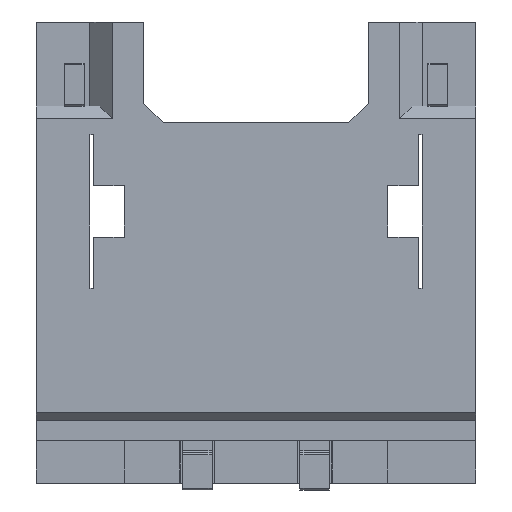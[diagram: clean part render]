
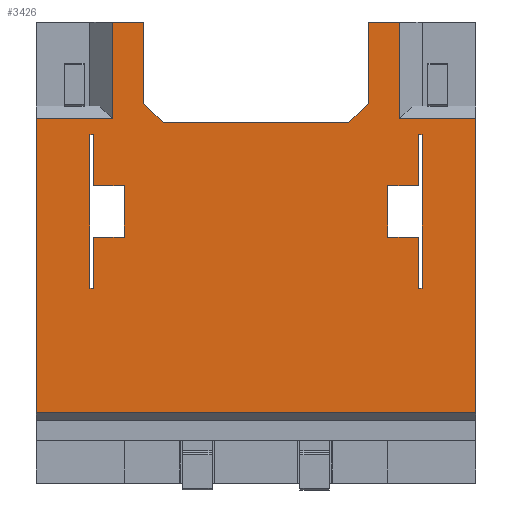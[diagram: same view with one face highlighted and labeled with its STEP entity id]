
A CAD part, front view. The second image highlights one B-rep face of the part: STEP entity #3426.
In plain terms, the highlighted planar face has unit normal (0, -1, 0).
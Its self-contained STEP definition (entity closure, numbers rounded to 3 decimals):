
#14=FACE_BOUND('',#311,.T.);
#15=FACE_BOUND('',#312,.T.);
#149=FACE_OUTER_BOUND('',#310,.T.);
#310=EDGE_LOOP('',(#2896,#2897,#2898,#2899,#2900,#2901,#2902,#2903,#2904,
#2905,#2906,#2907,#2908,#2909));
#311=EDGE_LOOP('',(#2910,#2911,#2912,#2913,#2914,#2915,#2916,#2917));
#312=EDGE_LOOP('',(#2918,#2919,#2920,#2921,#2922,#2923,#2924,#2925));
#691=LINE('',#5147,#1172);
#712=LINE('',#5185,#1193);
#723=LINE('',#5208,#1204);
#735=LINE('',#5231,#1216);
#745=LINE('',#5249,#1226);
#759=LINE('',#5277,#1240);
#773=LINE('',#5303,#1254);
#774=LINE('',#5305,#1255);
#775=LINE('',#5307,#1256);
#776=LINE('',#5309,#1257);
#777=LINE('',#5311,#1258);
#778=LINE('',#5313,#1259);
#779=LINE('',#5315,#1260);
#780=LINE('',#5317,#1261);
#781=LINE('',#5319,#1262);
#782=LINE('',#5321,#1263);
#783=LINE('',#5323,#1264);
#784=LINE('',#5324,#1265);
#785=LINE('',#5327,#1266);
#786=LINE('',#5328,#1267);
#787=LINE('',#5330,#1268);
#788=LINE('',#5332,#1269);
#789=LINE('',#5334,#1270);
#790=LINE('',#5336,#1271);
#791=LINE('',#5337,#1272);
#792=LINE('',#5339,#1273);
#793=LINE('',#5341,#1274);
#794=LINE('',#5343,#1275);
#795=LINE('',#5345,#1276);
#796=LINE('',#5346,#1277);
#1172=VECTOR('',#4198,10.);
#1193=VECTOR('',#4227,10.);
#1204=VECTOR('',#4248,10.);
#1216=VECTOR('',#4266,10.);
#1226=VECTOR('',#4282,10.);
#1240=VECTOR('',#4310,10.);
#1254=VECTOR('',#4336,10.);
#1255=VECTOR('',#4339,10.);
#1256=VECTOR('',#4340,10.);
#1257=VECTOR('',#4341,10.);
#1258=VECTOR('',#4342,10.);
#1259=VECTOR('',#4343,10.);
#1260=VECTOR('',#4344,10.);
#1261=VECTOR('',#4345,10.);
#1262=VECTOR('',#4346,10.);
#1263=VECTOR('',#4347,10.);
#1264=VECTOR('',#4348,10.);
#1265=VECTOR('',#4349,10.);
#1266=VECTOR('',#4350,10.);
#1267=VECTOR('',#4351,10.);
#1268=VECTOR('',#4352,10.);
#1269=VECTOR('',#4353,10.);
#1270=VECTOR('',#4354,10.);
#1271=VECTOR('',#4355,10.);
#1272=VECTOR('',#4356,10.);
#1273=VECTOR('',#4357,10.);
#1274=VECTOR('',#4358,10.);
#1275=VECTOR('',#4359,10.);
#1276=VECTOR('',#4360,10.);
#1277=VECTOR('',#4361,10.);
#1550=VERTEX_POINT('',#5144);
#1551=VERTEX_POINT('',#5146);
#1564=VERTEX_POINT('',#5183);
#1571=VERTEX_POINT('',#5207);
#1578=VERTEX_POINT('',#5228);
#1579=VERTEX_POINT('',#5230);
#1583=VERTEX_POINT('',#5246);
#1584=VERTEX_POINT('',#5248);
#1590=VERTEX_POINT('',#5274);
#1591=VERTEX_POINT('',#5276);
#1597=VERTEX_POINT('',#5301);
#1598=VERTEX_POINT('',#5306);
#1599=VERTEX_POINT('',#5308);
#1600=VERTEX_POINT('',#5310);
#1601=VERTEX_POINT('',#5312);
#1602=VERTEX_POINT('',#5314);
#1603=VERTEX_POINT('',#5316);
#1604=VERTEX_POINT('',#5318);
#1605=VERTEX_POINT('',#5320);
#1606=VERTEX_POINT('',#5322);
#1607=VERTEX_POINT('',#5325);
#1608=VERTEX_POINT('',#5326);
#1609=VERTEX_POINT('',#5329);
#1610=VERTEX_POINT('',#5331);
#1611=VERTEX_POINT('',#5333);
#1612=VERTEX_POINT('',#5335);
#1613=VERTEX_POINT('',#5338);
#1614=VERTEX_POINT('',#5340);
#1615=VERTEX_POINT('',#5342);
#1616=VERTEX_POINT('',#5344);
#1969=EDGE_CURVE('',#1550,#1551,#691,.T.);
#1990=EDGE_CURVE('',#1564,#1550,#712,.T.);
#2001=EDGE_CURVE('',#1551,#1571,#723,.T.);
#2013=EDGE_CURVE('',#1578,#1579,#735,.T.);
#2023=EDGE_CURVE('',#1583,#1584,#745,.T.);
#2037=EDGE_CURVE('',#1590,#1591,#759,.T.);
#2051=EDGE_CURVE('',#1597,#1583,#773,.T.);
#2052=EDGE_CURVE('',#1591,#1597,#774,.T.);
#2053=EDGE_CURVE('',#1598,#1590,#775,.T.);
#2054=EDGE_CURVE('',#1599,#1598,#776,.T.);
#2055=EDGE_CURVE('',#1600,#1599,#777,.T.);
#2056=EDGE_CURVE('',#1601,#1600,#778,.T.);
#2057=EDGE_CURVE('',#1602,#1601,#779,.T.);
#2058=EDGE_CURVE('',#1603,#1602,#780,.T.);
#2059=EDGE_CURVE('',#1604,#1603,#781,.T.);
#2060=EDGE_CURVE('',#1605,#1604,#782,.T.);
#2061=EDGE_CURVE('',#1606,#1605,#783,.T.);
#2062=EDGE_CURVE('',#1584,#1606,#784,.T.);
#2063=EDGE_CURVE('',#1607,#1608,#785,.T.);
#2064=EDGE_CURVE('',#1579,#1607,#786,.T.);
#2065=EDGE_CURVE('',#1609,#1578,#787,.T.);
#2066=EDGE_CURVE('',#1610,#1609,#788,.T.);
#2067=EDGE_CURVE('',#1611,#1610,#789,.T.);
#2068=EDGE_CURVE('',#1612,#1611,#790,.T.);
#2069=EDGE_CURVE('',#1608,#1612,#791,.T.);
#2070=EDGE_CURVE('',#1613,#1564,#792,.T.);
#2071=EDGE_CURVE('',#1614,#1613,#793,.T.);
#2072=EDGE_CURVE('',#1615,#1614,#794,.T.);
#2073=EDGE_CURVE('',#1616,#1615,#795,.T.);
#2074=EDGE_CURVE('',#1571,#1616,#796,.T.);
#2896=ORIENTED_EDGE('',*,*,#2051,.F.);
#2897=ORIENTED_EDGE('',*,*,#2052,.F.);
#2898=ORIENTED_EDGE('',*,*,#2037,.F.);
#2899=ORIENTED_EDGE('',*,*,#2053,.F.);
#2900=ORIENTED_EDGE('',*,*,#2054,.F.);
#2901=ORIENTED_EDGE('',*,*,#2055,.F.);
#2902=ORIENTED_EDGE('',*,*,#2056,.F.);
#2903=ORIENTED_EDGE('',*,*,#2057,.F.);
#2904=ORIENTED_EDGE('',*,*,#2058,.F.);
#2905=ORIENTED_EDGE('',*,*,#2059,.F.);
#2906=ORIENTED_EDGE('',*,*,#2060,.F.);
#2907=ORIENTED_EDGE('',*,*,#2061,.F.);
#2908=ORIENTED_EDGE('',*,*,#2062,.F.);
#2909=ORIENTED_EDGE('',*,*,#2023,.F.);
#2910=ORIENTED_EDGE('',*,*,#2063,.F.);
#2911=ORIENTED_EDGE('',*,*,#2064,.F.);
#2912=ORIENTED_EDGE('',*,*,#2013,.F.);
#2913=ORIENTED_EDGE('',*,*,#2065,.F.);
#2914=ORIENTED_EDGE('',*,*,#2066,.F.);
#2915=ORIENTED_EDGE('',*,*,#2067,.F.);
#2916=ORIENTED_EDGE('',*,*,#2068,.F.);
#2917=ORIENTED_EDGE('',*,*,#2069,.F.);
#2918=ORIENTED_EDGE('',*,*,#1990,.F.);
#2919=ORIENTED_EDGE('',*,*,#2070,.F.);
#2920=ORIENTED_EDGE('',*,*,#2071,.F.);
#2921=ORIENTED_EDGE('',*,*,#2072,.F.);
#2922=ORIENTED_EDGE('',*,*,#2073,.F.);
#2923=ORIENTED_EDGE('',*,*,#2074,.F.);
#2924=ORIENTED_EDGE('',*,*,#2001,.F.);
#2925=ORIENTED_EDGE('',*,*,#1969,.F.);
#3194=PLANE('',#3607);
#3426=ADVANCED_FACE('',(#149,#14,#15),#3194,.F.);
#3607=AXIS2_PLACEMENT_3D('',#5304,#4337,#4338);
#4198=DIRECTION('',(0.,0.,1.));
#4227=DIRECTION('',(1.,0.,0.));
#4248=DIRECTION('',(-1.,0.,0.));
#4266=DIRECTION('',(-1.,0.,0.));
#4282=DIRECTION('',(1.,0.,0.));
#4310=DIRECTION('',(0.,0.,1.));
#4336=DIRECTION('',(0.,0.,1.));
#4337=DIRECTION('center_axis',(0.,1.,0.));
#4338=DIRECTION('ref_axis',(0.,0.,1.));
#4339=DIRECTION('',(1.,0.,0.));
#4340=DIRECTION('',(-1.,0.,0.));
#4341=DIRECTION('',(0.,0.,-1.));
#4342=DIRECTION('',(1.,0.,0.));
#4343=DIRECTION('',(0.,0.,-1.));
#4344=DIRECTION('',(1.,0.,0.));
#4345=DIRECTION('',(0.,0.,1.));
#4346=DIRECTION('',(0.707,0.,0.707));
#4347=DIRECTION('',(1.,0.,0.));
#4348=DIRECTION('',(0.707,0.,-0.707));
#4349=DIRECTION('',(0.,0.,-1.));
#4350=DIRECTION('',(1.,0.,0.));
#4351=DIRECTION('',(0.,0.,-1.));
#4352=DIRECTION('',(0.,0.,1.));
#4353=DIRECTION('',(-1.,0.,0.));
#4354=DIRECTION('',(0.,0.,1.));
#4355=DIRECTION('',(1.,0.,0.));
#4356=DIRECTION('',(0.,0.,1.));
#4357=DIRECTION('',(0.,0.,-1.));
#4358=DIRECTION('',(1.,0.,0.));
#4359=DIRECTION('',(0.,0.,-1.));
#4360=DIRECTION('',(-1.,0.,0.));
#4361=DIRECTION('',(0.,0.,-1.));
#5144=CARTESIAN_POINT('',(3.95,0.,-2.725));
#5146=CARTESIAN_POINT('',(3.95,0.,-1.153));
#5147=CARTESIAN_POINT('',(3.95,0.,-2.725));
#5183=CARTESIAN_POINT('',(3.91,0.,-2.725));
#5185=CARTESIAN_POINT('',(3.91,0.,-2.725));
#5207=CARTESIAN_POINT('',(3.91,0.,-1.153));
#5208=CARTESIAN_POINT('',(3.95,0.,-1.153));
#5228=CARTESIAN_POINT('',(0.59,0.,-1.153));
#5230=CARTESIAN_POINT('',(0.55,0.,-1.153));
#5231=CARTESIAN_POINT('',(0.59,0.,-1.153));
#5246=CARTESIAN_POINT('',(0.78,0.,0.));
#5248=CARTESIAN_POINT('',(1.1,0.,0.));
#5249=CARTESIAN_POINT('',(0.55,0.,0.));
#5274=CARTESIAN_POINT('',(0.,0.,-4.));
#5276=CARTESIAN_POINT('',(0.,0.,-0.99));
#5277=CARTESIAN_POINT('',(0.,0.,-4.285));
#5301=CARTESIAN_POINT('',(0.78,0.,-0.99));
#5303=CARTESIAN_POINT('',(0.78,0.,-1.501));
#5304=CARTESIAN_POINT('Origin',(2.25,0.,-2.143));
#5305=CARTESIAN_POINT('',(1.688,0.,-0.99));
#5306=CARTESIAN_POINT('',(4.5,0.,-4.));
#5307=CARTESIAN_POINT('',(1.125,0.,-4.));
#5308=CARTESIAN_POINT('',(4.5,0.,-0.99));
#5309=CARTESIAN_POINT('',(4.5,0.,-0.86));
#5310=CARTESIAN_POINT('',(3.72,0.,-0.99));
#5311=CARTESIAN_POINT('',(2.675,0.,-0.99));
#5312=CARTESIAN_POINT('',(3.72,0.,0.));
#5313=CARTESIAN_POINT('',(3.72,0.,-1.071));
#5314=CARTESIAN_POINT('',(3.4,0.,0.));
#5315=CARTESIAN_POINT('',(3.4,0.,0.));
#5316=CARTESIAN_POINT('',(3.4,0.,-0.833));
#5317=CARTESIAN_POINT('',(3.4,0.,-0.833));
#5318=CARTESIAN_POINT('',(3.2,0.,-1.033));
#5319=CARTESIAN_POINT('',(3.2,0.,-1.033));
#5320=CARTESIAN_POINT('',(1.3,0.,-1.033));
#5321=CARTESIAN_POINT('',(1.3,0.,-1.033));
#5322=CARTESIAN_POINT('',(1.1,0.,-0.833));
#5323=CARTESIAN_POINT('',(1.1,0.,-0.833));
#5324=CARTESIAN_POINT('',(1.1,0.,0.));
#5325=CARTESIAN_POINT('',(0.55,0.,-2.725));
#5326=CARTESIAN_POINT('',(0.59,0.,-2.725));
#5327=CARTESIAN_POINT('',(0.55,0.,-2.725));
#5328=CARTESIAN_POINT('',(0.55,0.,-1.153));
#5329=CARTESIAN_POINT('',(0.59,0.,-1.677));
#5330=CARTESIAN_POINT('',(0.59,0.,-1.677));
#5331=CARTESIAN_POINT('',(0.9,0.,-1.677));
#5332=CARTESIAN_POINT('',(0.9,0.,-1.677));
#5333=CARTESIAN_POINT('',(0.9,0.,-2.201));
#5334=CARTESIAN_POINT('',(0.9,0.,-2.201));
#5335=CARTESIAN_POINT('',(0.59,0.,-2.201));
#5336=CARTESIAN_POINT('',(0.59,0.,-2.201));
#5337=CARTESIAN_POINT('',(0.59,0.,-2.725));
#5338=CARTESIAN_POINT('',(3.91,0.,-2.201));
#5339=CARTESIAN_POINT('',(3.91,0.,-2.201));
#5340=CARTESIAN_POINT('',(3.6,0.,-2.201));
#5341=CARTESIAN_POINT('',(3.6,0.,-2.201));
#5342=CARTESIAN_POINT('',(3.6,0.,-1.677));
#5343=CARTESIAN_POINT('',(3.6,0.,-1.677));
#5344=CARTESIAN_POINT('',(3.91,0.,-1.677));
#5345=CARTESIAN_POINT('',(3.91,0.,-1.677));
#5346=CARTESIAN_POINT('',(3.91,0.,-1.153));
